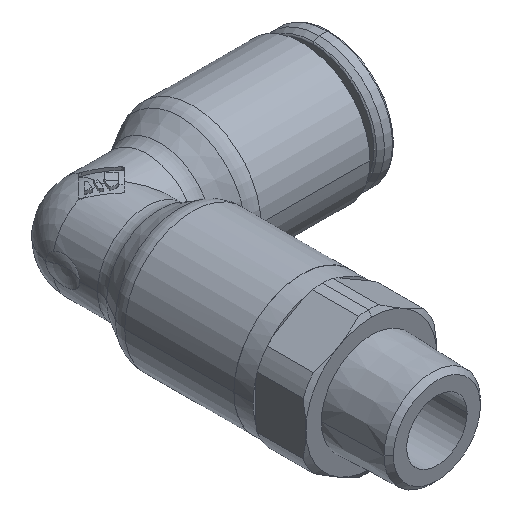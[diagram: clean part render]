
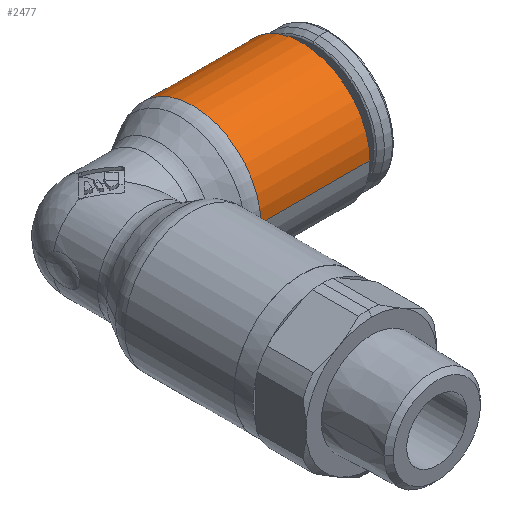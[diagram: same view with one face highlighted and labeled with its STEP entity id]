
A CAD part, isometric view. The second image highlights one B-rep face of the part: STEP entity #2477.
In plain terms, the highlighted cylindrical face has radius 6.76 mm (diameter 13.52 mm), a partial arc.
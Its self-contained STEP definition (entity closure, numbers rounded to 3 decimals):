
#2477=ADVANCED_FACE('',(#4967),#4968,.T.);
#4967=FACE_OUTER_BOUND('',#9089,.T.);
#4968=CYLINDRICAL_SURFACE('',#9090,6.76);
#9089=EDGE_LOOP('',(#16253,#16254,#16255,#16256,#16257));
#9090=AXIS2_PLACEMENT_3D('',#16258,#16259,#16260);
#16253=ORIENTED_EDGE('',*,*,#19231,.T.);
#16254=ORIENTED_EDGE('',*,*,#19337,.T.);
#16255=ORIENTED_EDGE('',*,*,#19232,.T.);
#16256=ORIENTED_EDGE('',*,*,#19148,.F.);
#16257=ORIENTED_EDGE('',*,*,#18493,.F.);
#16258=CARTESIAN_POINT('',(-6.14,0.,0.0));
#16259=DIRECTION('',(-1.0,-0.0,0.0));
#16260=DIRECTION('',(0.0,-1.0,0.0));
#18493=EDGE_CURVE('',#22590,#22585,#22592,.T.);
#19148=EDGE_CURVE('',#22585,#23391,#23392,.T.);
#19231=EDGE_CURVE('',#22590,#23479,#23480,.T.);
#19232=EDGE_CURVE('',#23481,#23391,#23482,.T.);
#19337=EDGE_CURVE('',#23479,#23481,#23587,.T.);
#22585=VERTEX_POINT('',#29399);
#22590=VERTEX_POINT('',#29404);
#22592=CIRCLE('',#29406,6.76);
#23391=VERTEX_POINT('',#30897);
#23392=CIRCLE('',#30898,6.76);
#23479=VERTEX_POINT('',#31100);
#23480=LINE('',#31101,#31102);
#23481=VERTEX_POINT('',#31103);
#23482=LINE('',#31104,#31105);
#23587=CIRCLE('',#31233,6.76);
#29399=CARTESIAN_POINT('',(9.07,6.76,0.067));
#29404=CARTESIAN_POINT('',(9.07,-6.76,0.0));
#29406=AXIS2_PLACEMENT_3D('',#33701,#33702,#33703);
#30897=CARTESIAN_POINT('',(9.07,6.76,0.));
#30898=AXIS2_PLACEMENT_3D('',#34345,#34346,#34347);
#31100=CARTESIAN_POINT('',(19.9,-6.76,0.0));
#31101=CARTESIAN_POINT('',(14.485,-6.76,0.));
#31102=VECTOR('',#34402,1.0);
#31103=CARTESIAN_POINT('',(19.9,6.76,0.));
#31104=CARTESIAN_POINT('',(14.485,6.76,0.));
#31105=VECTOR('',#34403,1.0);
#31233=AXIS2_PLACEMENT_3D('',#34439,#34440,#34441);
#33701=CARTESIAN_POINT('',(9.07,0.,0.0));
#33702=DIRECTION('',(-1.0,0.0,0.0));
#33703=DIRECTION('',(0.0,1.0,0.0));
#34345=CARTESIAN_POINT('',(9.07,0.,0.0));
#34346=DIRECTION('',(-1.0,0.0,0.0));
#34347=DIRECTION('',(0.0,1.0,0.0));
#34402=DIRECTION('',(1.0,-0.0,-0.0));
#34403=DIRECTION('',(-1.0,-0.0,-0.0));
#34439=CARTESIAN_POINT('',(19.9,0.0,0.0));
#34440=DIRECTION('',(-1.0,0.0,0.0));
#34441=DIRECTION('',(0.0,1.0,0.0));
